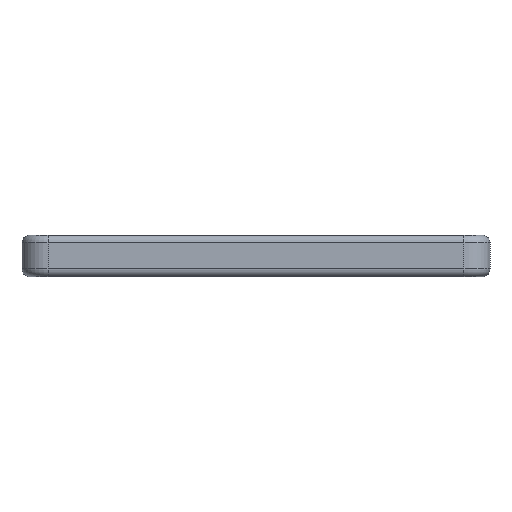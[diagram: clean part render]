
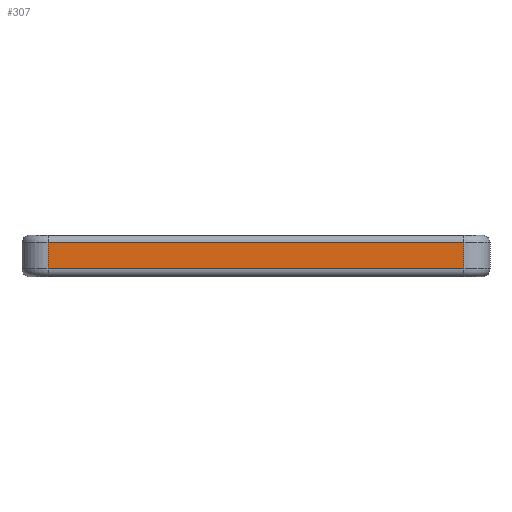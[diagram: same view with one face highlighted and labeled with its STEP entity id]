
A CAD part, left-side view. The second image highlights one B-rep face of the part: STEP entity #307.
In plain terms, the highlighted planar face has unit normal (-1, 0, 0).
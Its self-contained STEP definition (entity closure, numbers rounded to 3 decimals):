
#165 = ORIENTED_EDGE ( 'NONE', *, *, #12484, .T. ) ;
#307 = ADVANCED_FACE ( 'NONE', ( #13196 ), #16550, .T. ) ;
#1202 = LINE ( 'NONE', #8004, #14173 ) ;
#1375 = VECTOR ( 'NONE', #9966, 1000. ) ;
#1736 = DIRECTION ( 'NONE',  ( -1., 0., 0. ) ) ;
#2011 = CARTESIAN_POINT ( 'NONE',  ( -45., -40., -4. ) ) ;
#2875 = ORIENTED_EDGE ( 'NONE', *, *, #15030, .T. ) ;
#3405 = DIRECTION ( 'NONE',  ( 0., 0., -1. ) ) ;
#3544 = LINE ( 'NONE', #2011, #6852 ) ;
#3834 = AXIS2_PLACEMENT_3D ( 'NONE', #8210, #1736, #14819 ) ;
#4082 = ORIENTED_EDGE ( 'NONE', *, *, #12837, .T. ) ;
#4776 = LINE ( 'NONE', #17992, #1375 ) ;
#6669 = DIRECTION ( 'NONE',  ( 0., 0., 1. ) ) ;
#6849 = VERTEX_POINT ( 'NONE', #18172 ) ;
#6852 = VECTOR ( 'NONE', #6669, 1000. ) ;
#7327 = ORIENTED_EDGE ( 'NONE', *, *, #11571, .T. ) ;
#7814 = VERTEX_POINT ( 'NONE', #10599 ) ;
#8004 = CARTESIAN_POINT ( 'NONE',  ( -45., -45., 2.5 ) ) ;
#8210 = CARTESIAN_POINT ( 'NONE',  ( -45., -45., -4. ) ) ;
#8480 = CARTESIAN_POINT ( 'NONE',  ( -45., 40., -4. ) ) ;
#9966 = DIRECTION ( 'NONE',  ( 0., -1., 0. ) ) ;
#10599 = CARTESIAN_POINT ( 'NONE',  ( -45., -40., 2.5 ) ) ;
#10762 = VERTEX_POINT ( 'NONE', #17471 ) ;
#10995 = VECTOR ( 'NONE', #3405, 1000. ) ;
#11571 = EDGE_CURVE ( 'NONE', #6849, #7814, #3544, .T. ) ;
#12484 = EDGE_CURVE ( 'NONE', #13441, #6849, #4776, .T. ) ;
#12837 = EDGE_CURVE ( 'NONE', #7814, #10762, #1202, .T. ) ;
#13196 = FACE_OUTER_BOUND ( 'NONE', #20543, .T. ) ;
#13441 = VERTEX_POINT ( 'NONE', #13789 ) ;
#13789 = CARTESIAN_POINT ( 'NONE',  ( -45., 40., -2.5 ) ) ;
#14173 = VECTOR ( 'NONE', #14397, 1000. ) ;
#14397 = DIRECTION ( 'NONE',  ( 0., 1., 0. ) ) ;
#14819 = DIRECTION ( 'NONE',  ( 0., -1., 0. ) ) ;
#15030 = EDGE_CURVE ( 'NONE', #10762, #13441, #15196, .T. ) ;
#15196 = LINE ( 'NONE', #8480, #10995 ) ;
#16550 = PLANE ( 'NONE',  #3834 ) ;
#17471 = CARTESIAN_POINT ( 'NONE',  ( -45., 40., 2.5 ) ) ;
#17992 = CARTESIAN_POINT ( 'NONE',  ( -45., -45., -2.5 ) ) ;
#18172 = CARTESIAN_POINT ( 'NONE',  ( -45., -40., -2.5 ) ) ;
#20543 = EDGE_LOOP ( 'NONE', ( #4082, #2875, #165, #7327 ) ) ;
